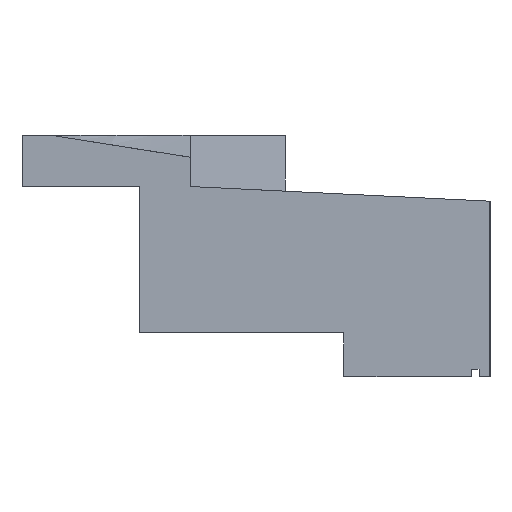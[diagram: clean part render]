
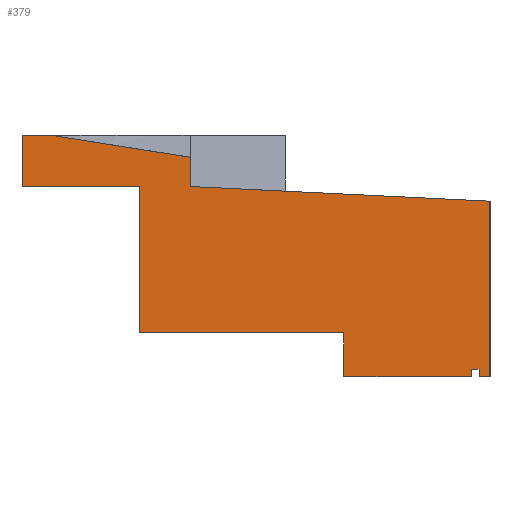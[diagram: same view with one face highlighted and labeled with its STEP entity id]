
A CAD part, left-side view. The second image highlights one B-rep face of the part: STEP entity #379.
In plain terms, the highlighted planar face has unit normal (-1, 0, 0).
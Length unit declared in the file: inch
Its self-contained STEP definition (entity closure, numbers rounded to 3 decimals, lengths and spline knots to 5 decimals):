
#18=FACE_OUTER_BOUND('',#38,.T.);
#38=EDGE_LOOP('',(#252,#253,#254,#255,#256,#257,#258,#259,#260,#261,#262,
#263,#264,#265,#266));
#58=LINE('',#537,#110);
#59=LINE('',#539,#111);
#60=LINE('',#541,#112);
#61=LINE('',#543,#113);
#62=LINE('',#545,#114);
#63=LINE('',#547,#115);
#64=LINE('',#549,#116);
#65=LINE('',#551,#117);
#66=LINE('',#553,#118);
#67=LINE('',#555,#119);
#68=LINE('',#557,#120);
#69=LINE('',#559,#121);
#70=LINE('',#561,#122);
#71=LINE('',#563,#123);
#72=LINE('',#564,#124);
#110=VECTOR('',#439,0.3937);
#111=VECTOR('',#440,0.3937);
#112=VECTOR('',#441,0.3937);
#113=VECTOR('',#442,0.3937);
#114=VECTOR('',#443,0.3937);
#115=VECTOR('',#444,0.3937);
#116=VECTOR('',#445,0.3937);
#117=VECTOR('',#446,0.3937);
#118=VECTOR('',#447,0.3937);
#119=VECTOR('',#448,0.3937);
#120=VECTOR('',#449,0.3937);
#121=VECTOR('',#450,0.3937);
#122=VECTOR('',#451,0.3937);
#123=VECTOR('',#452,0.3937);
#124=VECTOR('',#453,0.3937);
#162=VERTEX_POINT('',#535);
#163=VERTEX_POINT('',#536);
#164=VERTEX_POINT('',#538);
#165=VERTEX_POINT('',#540);
#166=VERTEX_POINT('',#542);
#167=VERTEX_POINT('',#544);
#168=VERTEX_POINT('',#546);
#169=VERTEX_POINT('',#548);
#170=VERTEX_POINT('',#550);
#171=VERTEX_POINT('',#552);
#172=VERTEX_POINT('',#554);
#173=VERTEX_POINT('',#556);
#174=VERTEX_POINT('',#558);
#175=VERTEX_POINT('',#560);
#176=VERTEX_POINT('',#562);
#198=EDGE_CURVE('',#162,#163,#58,.T.);
#199=EDGE_CURVE('',#164,#162,#59,.T.);
#200=EDGE_CURVE('',#165,#164,#60,.T.);
#201=EDGE_CURVE('',#166,#165,#61,.T.);
#202=EDGE_CURVE('',#167,#166,#62,.T.);
#203=EDGE_CURVE('',#168,#167,#63,.T.);
#204=EDGE_CURVE('',#169,#168,#64,.T.);
#205=EDGE_CURVE('',#170,#169,#65,.T.);
#206=EDGE_CURVE('',#171,#170,#66,.T.);
#207=EDGE_CURVE('',#172,#171,#67,.T.);
#208=EDGE_CURVE('',#173,#172,#68,.T.);
#209=EDGE_CURVE('',#174,#173,#69,.T.);
#210=EDGE_CURVE('',#175,#174,#70,.T.);
#211=EDGE_CURVE('',#176,#175,#71,.T.);
#212=EDGE_CURVE('',#163,#176,#72,.T.);
#252=ORIENTED_EDGE('',*,*,#198,.F.);
#253=ORIENTED_EDGE('',*,*,#199,.F.);
#254=ORIENTED_EDGE('',*,*,#200,.F.);
#255=ORIENTED_EDGE('',*,*,#201,.F.);
#256=ORIENTED_EDGE('',*,*,#202,.F.);
#257=ORIENTED_EDGE('',*,*,#203,.F.);
#258=ORIENTED_EDGE('',*,*,#204,.F.);
#259=ORIENTED_EDGE('',*,*,#205,.F.);
#260=ORIENTED_EDGE('',*,*,#206,.F.);
#261=ORIENTED_EDGE('',*,*,#207,.F.);
#262=ORIENTED_EDGE('',*,*,#208,.F.);
#263=ORIENTED_EDGE('',*,*,#209,.F.);
#264=ORIENTED_EDGE('',*,*,#210,.F.);
#265=ORIENTED_EDGE('',*,*,#211,.F.);
#266=ORIENTED_EDGE('',*,*,#212,.F.);
#360=PLANE('',#413);
#379=ADVANCED_FACE('',(#18),#360,.F.);
#413=AXIS2_PLACEMENT_3D('',#534,#437,#438);
#437=DIRECTION('center_axis',(1.,0.,0.));
#438=DIRECTION('ref_axis',(0.,-1.,0.));
#439=DIRECTION('',(0.,-0.988,-0.156));
#440=DIRECTION('',(0.,-1.,0.));
#441=DIRECTION('',(0.,0.,1.));
#442=DIRECTION('',(0.,1.,0.));
#443=DIRECTION('',(0.,0.,1.));
#444=DIRECTION('',(0.,1.,0.));
#445=DIRECTION('',(0.,0.,1.));
#446=DIRECTION('',(0.,1.,0.));
#447=DIRECTION('',(0.,0.,-1.));
#448=DIRECTION('',(0.,1.,0.));
#449=DIRECTION('',(0.,0.,1.));
#450=DIRECTION('',(0.,1.,0.));
#451=DIRECTION('',(0.,0.,-1.));
#452=DIRECTION('',(0.,-0.999,-0.049));
#453=DIRECTION('',(0.,0.,-1.));
#534=CARTESIAN_POINT('Origin',(-488.62497,45.12495,-95.25));
#535=CARTESIAN_POINT('',(-488.62497,38.87495,-95.25));
#536=CARTESIAN_POINT('',(-488.62497,34.12495,-96.));
#537=CARTESIAN_POINT('',(-488.62497,39.54894,-95.14358));
#538=CARTESIAN_POINT('',(-488.62497,39.87495,-95.25));
#539=CARTESIAN_POINT('',(-488.62497,41.99995,-95.25));
#540=CARTESIAN_POINT('',(-488.62497,39.87495,-97.));
#541=CARTESIAN_POINT('',(-488.62497,39.87495,-95.25));
#542=CARTESIAN_POINT('',(-488.62497,35.87495,-97.));
#543=CARTESIAN_POINT('',(-488.62497,42.49995,-97.));
#544=CARTESIAN_POINT('',(-488.62497,35.87495,-102.));
#545=CARTESIAN_POINT('',(-488.62497,35.87495,-96.125));
#546=CARTESIAN_POINT('',(-488.62497,28.87495,-102.));
#547=CARTESIAN_POINT('',(-488.62497,40.49995,-102.));
#548=CARTESIAN_POINT('',(-488.62497,28.87495,-103.5));
#549=CARTESIAN_POINT('',(-488.62497,28.87495,-98.625));
#550=CARTESIAN_POINT('',(-488.62497,24.49995,-103.5));
#551=CARTESIAN_POINT('',(-488.62497,36.99995,-103.5));
#552=CARTESIAN_POINT('',(-488.62497,24.49995,-103.25));
#553=CARTESIAN_POINT('',(-488.62497,24.49995,-99.375));
#554=CARTESIAN_POINT('',(-488.62497,24.24995,-103.25));
#555=CARTESIAN_POINT('',(-488.62497,34.81245,-103.25));
#556=CARTESIAN_POINT('',(-488.62497,24.24995,-103.5));
#557=CARTESIAN_POINT('',(-488.62497,24.24995,-99.25));
#558=CARTESIAN_POINT('',(-488.62497,23.87495,-103.5));
#559=CARTESIAN_POINT('',(-488.62497,34.68745,-103.5));
#560=CARTESIAN_POINT('',(-488.62497,23.87495,-97.5));
#561=CARTESIAN_POINT('',(-488.62497,23.87495,-99.375));
#562=CARTESIAN_POINT('',(-488.62497,34.12495,-97.));
#563=CARTESIAN_POINT('',(-488.62497,34.52948,-96.98027));
#564=CARTESIAN_POINT('',(-488.62497,34.12495,-96.125));
